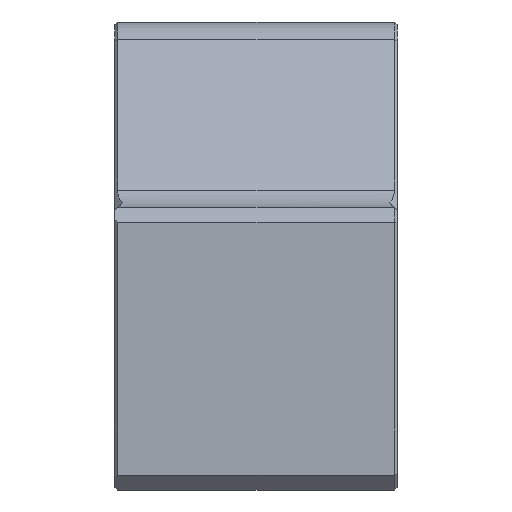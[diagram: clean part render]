
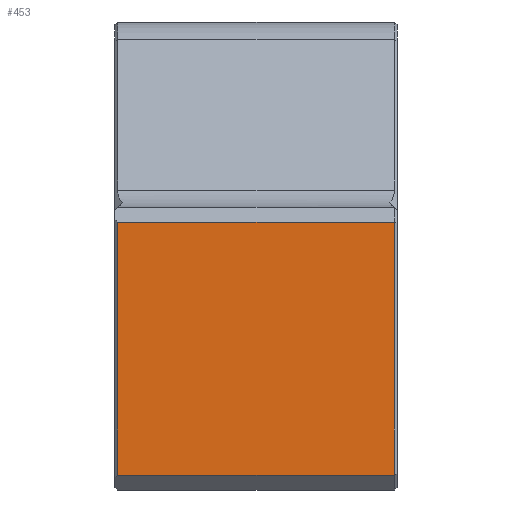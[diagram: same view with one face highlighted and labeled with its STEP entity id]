
A CAD part, front view. The second image highlights one B-rep face of the part: STEP entity #453.
In plain terms, the highlighted planar face has unit normal (0, -1, 0).
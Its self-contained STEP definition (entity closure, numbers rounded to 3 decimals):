
#217 = EDGE_CURVE ( 'NONE', #2295, #2296, #1229, .T. ) ;
#226 = DIRECTION ( 'NONE',  ( 0., 0., -1. ) ) ;
#227 = CARTESIAN_POINT ( 'NONE',  ( -9.325, 0., -18.05 ) ) ;
#228 = LINE ( 'NONE', #227, #943 ) ;
#399 = DIRECTION ( 'NONE',  ( -1., 0., 0. ) ) ;
#401 = CARTESIAN_POINT ( 'NONE',  ( -9.525, 0., -1. ) ) ;
#403 = LINE ( 'NONE', #401, #1405 ) ;
#453 = ADVANCED_FACE ( 'NONE', ( #1078 ), #1077, .F. ) ;
#595 = DIRECTION ( 'NONE',  ( 1., 0., 0. ) ) ;
#596 = CARTESIAN_POINT ( 'NONE',  ( -9.525, 0., -18.05 ) ) ;
#597 = LINE ( 'NONE', #596, #2205 ) ;
#943 = VECTOR ( 'NONE', #226, 1000. ) ;
#1015 = AXIS2_PLACEMENT_3D ( 'NONE', #1076, #1074, #1073 ) ;
#1073 = DIRECTION ( 'NONE',  ( 0., 0., 1. ) ) ;
#1074 = DIRECTION ( 'NONE',  ( 0., 1., 0. ) ) ;
#1076 = CARTESIAN_POINT ( 'NONE',  ( -9.525, 0., -19.05 ) ) ;
#1077 = PLANE ( 'NONE',  #1015 ) ;
#1078 = FACE_OUTER_BOUND ( 'NONE', #2069, .T. ) ;
#1138 = EDGE_CURVE ( 'NONE', #2468, #2295, #597, .T. ) ;
#1227 = DIRECTION ( 'NONE',  ( 0., 0., 1. ) ) ;
#1228 = CARTESIAN_POINT ( 'NONE',  ( 9.325, 0., -19.05 ) ) ;
#1229 = LINE ( 'NONE', #1228, #1538 ) ;
#1405 = VECTOR ( 'NONE', #399, 1000. ) ;
#1425 = CARTESIAN_POINT ( 'NONE',  ( -9.325, 0., -18.05 ) ) ;
#1434 = EDGE_CURVE ( 'NONE', #2296, #2404, #403, .T. ) ;
#1538 = VECTOR ( 'NONE', #1227, 1000. ) ;
#1698 = EDGE_CURVE ( 'NONE', #2404, #2468, #228, .T. ) ;
#1707 = CARTESIAN_POINT ( 'NONE',  ( 9.325, 0., -18.05 ) ) ;
#1709 = CARTESIAN_POINT ( 'NONE',  ( 9.325, 0., -1. ) ) ;
#1841 = ORIENTED_EDGE ( 'NONE', *, *, #1434, .T. ) ;
#1881 = ORIENTED_EDGE ( 'NONE', *, *, #1698, .T. ) ;
#1947 = CARTESIAN_POINT ( 'NONE',  ( -9.325, 0., -1. ) ) ;
#2032 = ORIENTED_EDGE ( 'NONE', *, *, #1138, .T. ) ;
#2069 = EDGE_LOOP ( 'NONE', ( #2032, #2483, #1841, #1881 ) ) ;
#2205 = VECTOR ( 'NONE', #595, 1000. ) ;
#2295 = VERTEX_POINT ( 'NONE', #1707 ) ;
#2296 = VERTEX_POINT ( 'NONE', #1709 ) ;
#2404 = VERTEX_POINT ( 'NONE', #1947 ) ;
#2468 = VERTEX_POINT ( 'NONE', #1425 ) ;
#2483 = ORIENTED_EDGE ( 'NONE', *, *, #217, .T. ) ;
